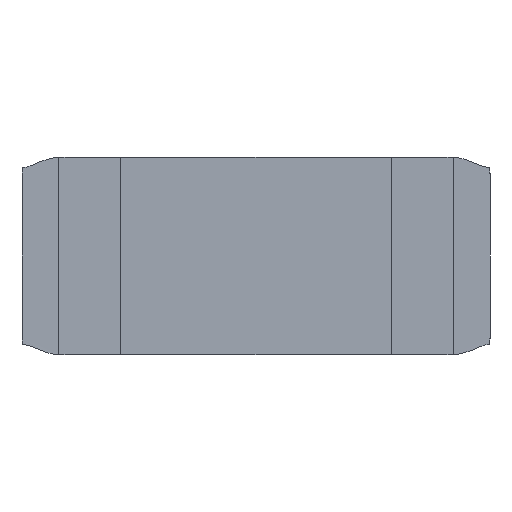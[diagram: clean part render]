
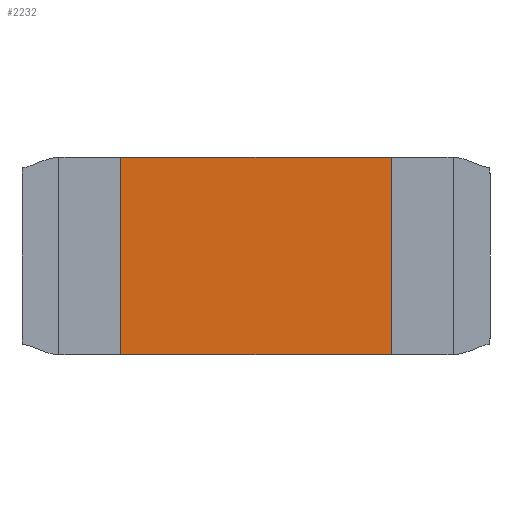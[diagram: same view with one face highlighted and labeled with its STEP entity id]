
A CAD part, front view. The second image highlights one B-rep face of the part: STEP entity #2232.
In plain terms, the highlighted planar face has unit normal (0, -1, 0).
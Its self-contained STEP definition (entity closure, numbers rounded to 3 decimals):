
#341=FACE_OUTER_BOUND('',#476,.T.);
#476=EDGE_LOOP('',(#1505,#1506,#1507,#1508));
#610=LINE('',#2679,#755);
#614=LINE('',#2687,#759);
#617=LINE('',#2693,#762);
#620=LINE('',#2698,#765);
#755=VECTOR('',#2436,10.);
#759=VECTOR('',#2442,10.);
#762=VECTOR('',#2447,10.);
#765=VECTOR('',#2452,10.);
#900=VERTEX_POINT('',#2677);
#901=VERTEX_POINT('',#2678);
#904=VERTEX_POINT('',#2686);
#906=VERTEX_POINT('',#2692);
#1134=EDGE_CURVE('',#900,#901,#610,.T.);
#1138=EDGE_CURVE('',#901,#904,#614,.T.);
#1141=EDGE_CURVE('',#904,#906,#617,.T.);
#1144=EDGE_CURVE('',#900,#906,#620,.T.);
#1505=ORIENTED_EDGE('',*,*,#1144,.F.);
#1506=ORIENTED_EDGE('',*,*,#1134,.T.);
#1507=ORIENTED_EDGE('',*,*,#1138,.T.);
#1508=ORIENTED_EDGE('',*,*,#1141,.T.);
#2192=PLANE('',#2389);
#2232=ADVANCED_FACE('',(#341),#2192,.F.);
#2389=AXIS2_PLACEMENT_3D('',#2701,#2456,#2457);
#2436=DIRECTION('',(1.,0.,0.));
#2442=DIRECTION('',(0.,0.,1.));
#2447=DIRECTION('',(-1.,0.,0.));
#2452=DIRECTION('',(0.,0.,1.));
#2456=DIRECTION('center_axis',(0.,1.,0.));
#2457=DIRECTION('ref_axis',(1.,0.,0.));
#2677=CARTESIAN_POINT('',(0.5,0.,3.5));
#2678=CARTESIAN_POINT('',(2.7,0.,3.5));
#2679=CARTESIAN_POINT('',(0.,0.,3.5));
#2686=CARTESIAN_POINT('',(2.7,0.,5.1));
#2687=CARTESIAN_POINT('',(2.7,0.,3.5));
#2692=CARTESIAN_POINT('',(0.5,0.,5.1));
#2693=CARTESIAN_POINT('',(3.2,0.,5.1));
#2698=CARTESIAN_POINT('',(0.5,0.,3.5));
#2701=CARTESIAN_POINT('Origin',(1.6,0.,4.3));
